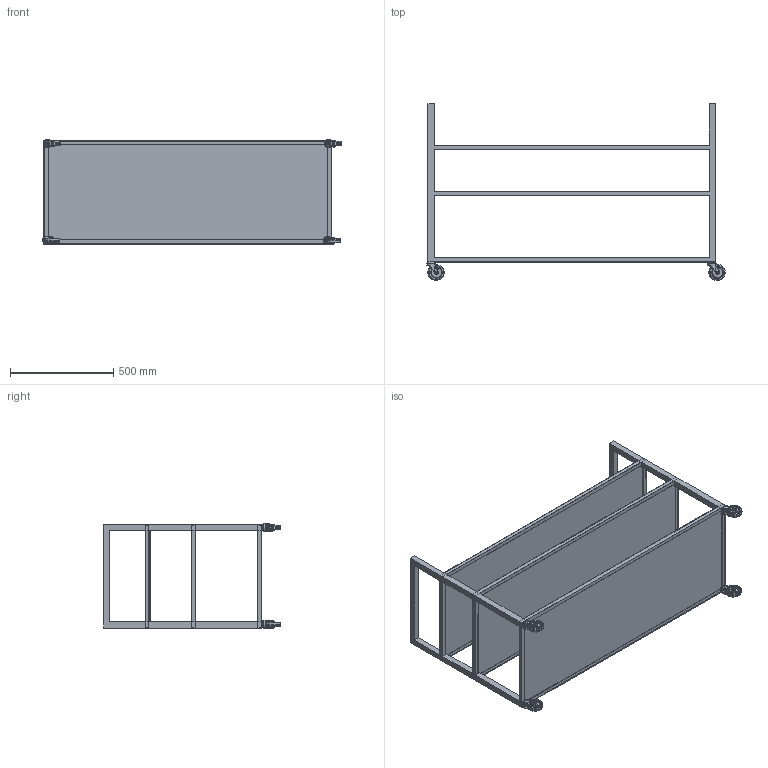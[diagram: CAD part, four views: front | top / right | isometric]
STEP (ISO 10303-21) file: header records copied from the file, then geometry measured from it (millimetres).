
FILE_DESCRIPTION(/* description */ (''),/* implementation_level */ '2;1');
FILE_NAME(/* name */ 'Trolley.stp',/* time_stamp */ '2025-06-05T15:10:15+10:00',/* author */ ('rickb0'),/* organization */ (''),/* preprocessor_version */ 'ST-DEVELOPER v20',/* originating_system */ 'Autodesk Inventor 2024',/* authorisation */ '');
FILE_SCHEMA (('AUTOMOTIVE_DESIGN { 1 0 10303 214 3 1 1 }'));
Products named in the file (11): Trolley; Electronics_Trolley_Frame; Trolley_pannel; 20TRP30S-G723; 273Regent Series; PRE-UR1; PRE30ZN_H; PRE3-AXLE; 008063_core; 008063_tread; PRE-W1
Assembly tree (15 placements, depth 3):
  Trolley
    Electronics_Trolley_Frame
    Trolley_pannel  x3
    20TRP30S-G723  x4
      273Regent Series
      PRE-UR1
      PRE30ZN_H
      PRE3-AXLE
      008063_core
      008063_tread
      PRE-W1
Bounding box: 1444.51 x 854.66 x 508.03 mm (x, y, z)
Volume: 37886129.7 mm3; surface area: 5789557.1 mm2
Topology: 32 solids, 32 shells, 1537 faces, 3880 edges, 2568 vertices
Faces by surface type: plane 841, cylinder 584, torus 88, cone 24
Full cylindrical faces by diameter (mm): 6.35 x4, 6.667 x4, 6.985 x8, 8.458 x4, 8.852 x4, 9.144 x8, 9.525 x4, 11.112 x8, 11.811 x4, 12.319 x4, 12.7 x4, 31.496 x8, 35.509 x4, 49.53 x8, 56.197 x16, 69.532 x8
Entity records: 14358 total; most frequent: CARTESIAN_POINT 2508, DIRECTION 2438, ORIENTED_EDGE 2306, EDGE_CURVE 1153, AXIS2_PLACEMENT_3D 827, LINE 784, VECTOR 784, VERTEX_POINT 764
